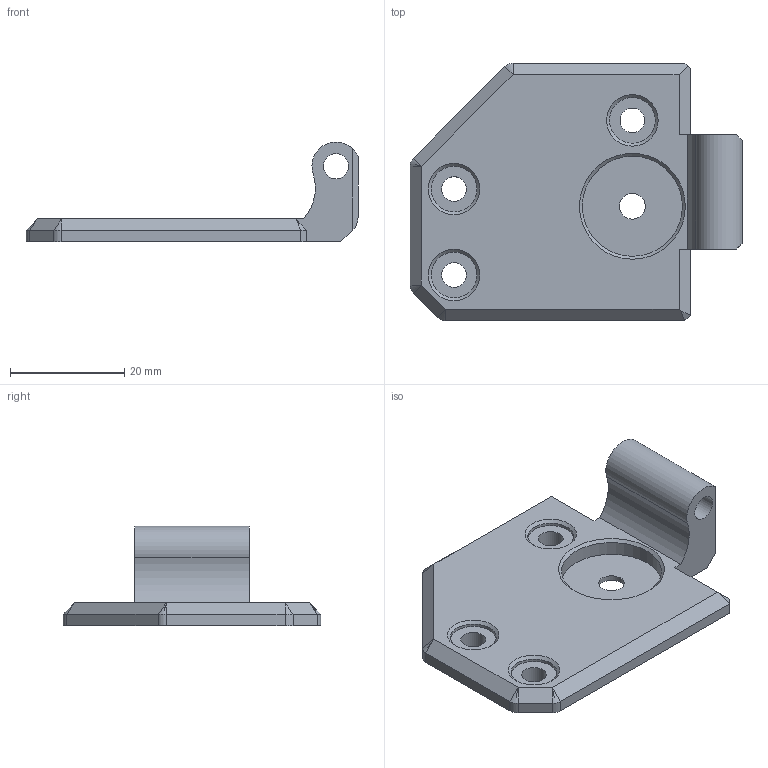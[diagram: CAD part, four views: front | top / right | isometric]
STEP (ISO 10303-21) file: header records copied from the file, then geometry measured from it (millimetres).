
FILE_DESCRIPTION(/* description */ (''),/* implementation_level */ '2;1');
FILE_NAME(/* name */ 'V-BeeBotLeftFrameHinge v1.step',/* time_stamp */ '2022-07-25T20:32:57-04:00',/* author */ (''),/* organization */ (''),/* preprocessor_version */ 'ST-DEVELOPER v19',/* originating_system */ 'Autodesk Translation Framework v11.7.0.108',/* authorisation */ '');
FILE_SCHEMA (('CONFIG_CONTROL_DESIGN','AUTOMOTIVE_DESIGN { 1 0 10303 214 3 1 1 }'));
Length unit declared in the file: millimetre
Products named in the file (1): V-BeeBotLeftFrameHinge
Bounding box: 58 x 45 x 17.39 mm (x, y, z)
Volume: 9149.5 mm3; surface area: 6083.6 mm2
Topology: 1 solids, 1 shells, 53 faces, 127 edges, 76 vertices
Faces by surface type: plane 29, cylinder 16, cone 8
Full cylindrical faces by diameter (mm): 4.3 x3, 4.4 x1, 4.5 x1, 8 x3, 17.5 x1
Entity records: 1551 total; most frequent: DIRECTION 269, CARTESIAN_POINT 253, ORIENTED_EDGE 246, EDGE_CURVE 123, AXIS2_PLACEMENT_3D 92, LINE 85, VECTOR 85, VERTEX_POINT 76
